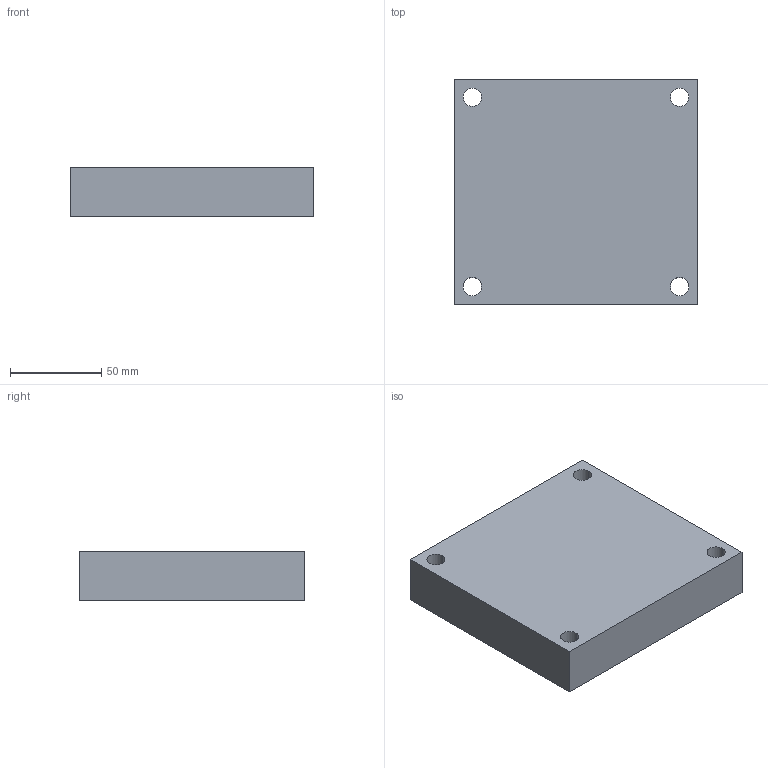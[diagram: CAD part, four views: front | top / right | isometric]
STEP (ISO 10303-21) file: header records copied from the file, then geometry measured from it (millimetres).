
FILE_DESCRIPTION (( 'STEP AP214' ), '1' );
FILE_NAME ('Moule 12-3 partie 2.STEP', '2019-02-27T11:01:16', ( '' ), ( '' ), 'SwSTEP 2.0', 'SolidWorks 2018', '' );
FILE_SCHEMA (( 'AUTOMOTIVE_DESIGN' ));
Length unit declared in the file: millimetre
Products named in the file (1): Moule 12-3 partie 2
Bounding box: 133.26 x 123.45 x 27 mm (x, y, z)
Volume: 409363.4 mm3; surface area: 55190.7 mm2
Topology: 1 solids, 1 shells, 54 faces, 127 edges, 83 vertices
Faces by surface type: cylinder 26, plane 18, cone 8, torus 2
Entity records: 2022 total; most frequent: DIRECTION 302, CARTESIAN_POINT 289, ORIENTED_EDGE 254, EDGE_CURVE 127, AXIS2_PLACEMENT_3D 122, VERTEX_POINT 83, EDGE_LOOP 70, CIRCLE 67
